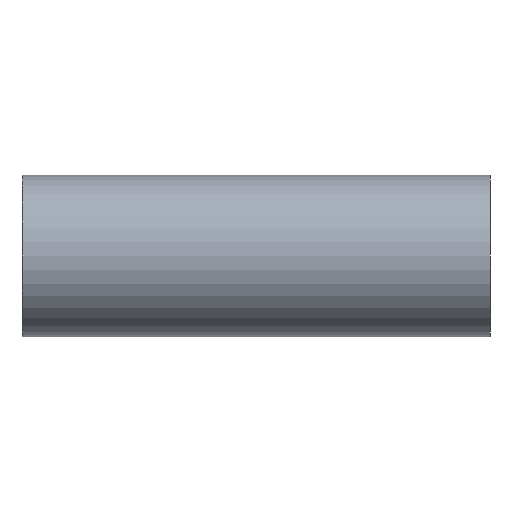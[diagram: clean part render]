
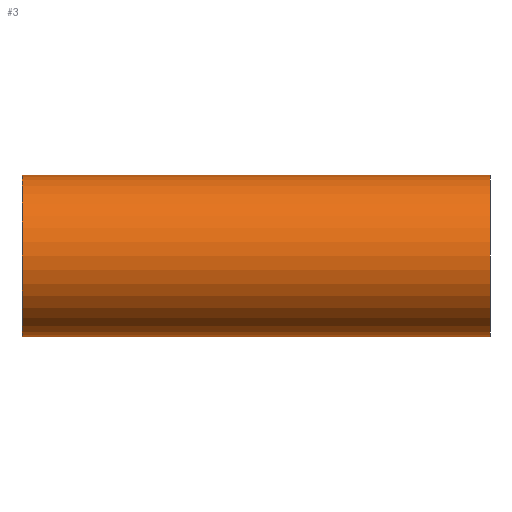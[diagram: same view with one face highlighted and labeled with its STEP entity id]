
A CAD part, left-side view. The second image highlights one B-rep face of the part: STEP entity #3.
In plain terms, the highlighted cylindrical face has radius 24.994 mm (diameter 49.987 mm), a partial arc.
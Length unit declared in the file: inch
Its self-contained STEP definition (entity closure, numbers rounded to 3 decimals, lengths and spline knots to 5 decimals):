
#3 = ADVANCED_FACE ( 'NONE', ( #208 ), #174, .T. ) ;
#7 = CARTESIAN_POINT ( 'NONE',  ( 0., 5.70866, -0.984 ) ) ;
#8 = VERTEX_POINT ( 'NONE', #60 ) ;
#11 = EDGE_CURVE ( 'NONE', #8, #149, #170, .T. ) ;
#13 = EDGE_LOOP ( 'NONE', ( #14, #219, #28, #90 ) ) ;
#14 = ORIENTED_EDGE ( 'NONE', *, *, #85, .F. ) ;
#26 = DIRECTION ( 'NONE',  ( 0., -1., 0. ) ) ;
#27 = CARTESIAN_POINT ( 'NONE',  ( 0., 0., 0. ) ) ;
#28 = ORIENTED_EDGE ( 'NONE', *, *, #11, .T. ) ;
#52 = VERTEX_POINT ( 'NONE', #157 ) ;
#55 = VECTOR ( 'NONE', #26, 39.37008 ) ;
#59 = EDGE_CURVE ( 'NONE', #8, #52, #98, .T. ) ;
#60 = CARTESIAN_POINT ( 'NONE',  ( 0., 5.70866, -0.984 ) ) ;
#64 = AXIS2_PLACEMENT_3D ( 'NONE', #27, #66, #69 ) ;
#66 = DIRECTION ( 'NONE',  ( 0., 1., 0. ) ) ;
#69 = DIRECTION ( 'NONE',  ( 0., 0., 1. ) ) ;
#85 = EDGE_CURVE ( 'NONE', #52, #183, #192, .T. ) ;
#90 = ORIENTED_EDGE ( 'NONE', *, *, #171, .T. ) ;
#98 = CIRCLE ( 'NONE', #115, 0.984 ) ;
#105 = CARTESIAN_POINT ( 'NONE',  ( 0., 5.70866, 0. ) ) ;
#106 = DIRECTION ( 'NONE',  ( 0., 0., -1. ) ) ;
#107 = DIRECTION ( 'NONE',  ( 0., -1., 0. ) ) ;
#108 = DIRECTION ( 'NONE',  ( 0., -1., 0. ) ) ;
#109 = DIRECTION ( 'NONE',  ( 0., 0., 1. ) ) ;
#110 = DIRECTION ( 'NONE',  ( 0., 1., 0. ) ) ;
#112 = CARTESIAN_POINT ( 'NONE',  ( 0., 5.70866, 0. ) ) ;
#115 = AXIS2_PLACEMENT_3D ( 'NONE', #112, #110, #109 ) ;
#132 = CARTESIAN_POINT ( 'NONE',  ( 0., 5.70866, 0.984 ) ) ;
#140 = CARTESIAN_POINT ( 'NONE',  ( 0., 0., -0.984 ) ) ;
#149 = VERTEX_POINT ( 'NONE', #140 ) ;
#157 = CARTESIAN_POINT ( 'NONE',  ( 0., 5.70866, 0.984 ) ) ;
#161 = CARTESIAN_POINT ( 'NONE',  ( 0., 0., 0.984 ) ) ;
#170 = LINE ( 'NONE', #7, #55 ) ;
#171 = EDGE_CURVE ( 'NONE', #149, #183, #186, .T. ) ;
#174 = CYLINDRICAL_SURFACE ( 'NONE', #207, 0.984 ) ;
#183 = VERTEX_POINT ( 'NONE', #161 ) ;
#186 = CIRCLE ( 'NONE', #64, 0.984 ) ;
#188 = VECTOR ( 'NONE', #108, 39.37008 ) ;
#192 = LINE ( 'NONE', #132, #188 ) ;
#207 = AXIS2_PLACEMENT_3D ( 'NONE', #105, #107, #106 ) ;
#208 = FACE_OUTER_BOUND ( 'NONE', #13, .T. ) ;
#219 = ORIENTED_EDGE ( 'NONE', *, *, #59, .F. ) ;
